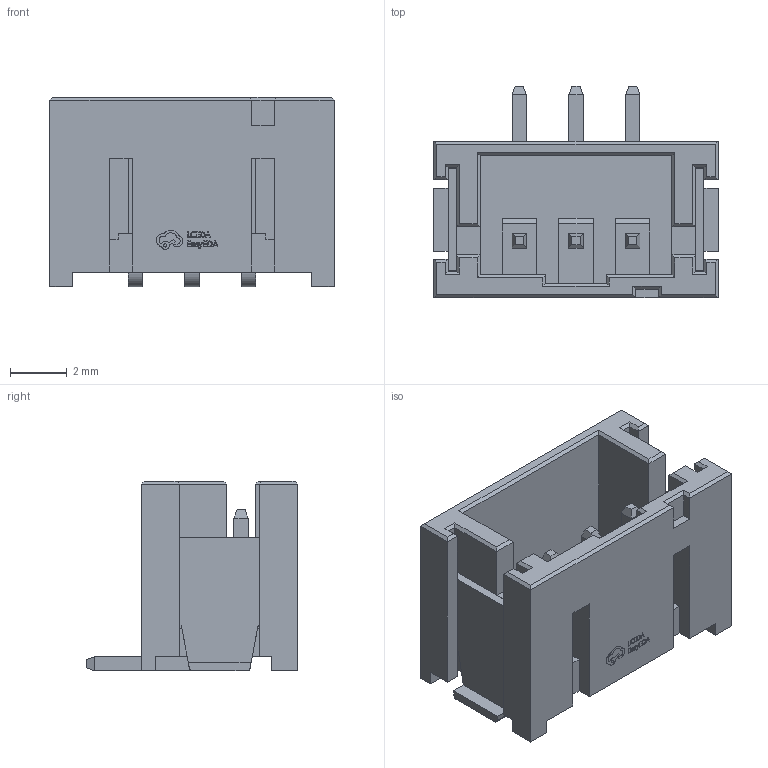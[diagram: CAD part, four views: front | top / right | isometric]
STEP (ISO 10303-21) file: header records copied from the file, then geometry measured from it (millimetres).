
FILE_DESCRIPTION (( 'STEP AP214' ), '1' );
FILE_NAME ('CONN-SMD_3P-P2.00_HDGC_HDGC2001WV-S-3P.step', '2022-07-29T13:17:17', ( '' ), ( '' ), 'SwSTEP 2.0', 'SolidWorks 2020', '' );
FILE_SCHEMA (( 'AUTOMOTIVE_DESIGN' ));
Length unit declared in the file: millimetre
Products named in the file (1): CONN-SMD_3P-P2.00_HDGC_HDGC2001WV-S-3P
Bounding box: 10 x 7.45 x 6.67 mm (x, y, z)
Volume: 171.8 mm3; surface area: 587 mm2
Topology: 16 solids, 16 shells, 524 faces, 1375 edges, 892 vertices
Faces by surface type: plane 392, bspline 116, cylinder 16
Entity records: 23016 total; most frequent: CARTESIAN_POINT 4976, ORIENTED_EDGE 2750, DIRECTION 1977, EDGE_CURVE 1375, LINE 1111, VECTOR 1111, VERTEX_POINT 892, EDGE_LOOP 549
